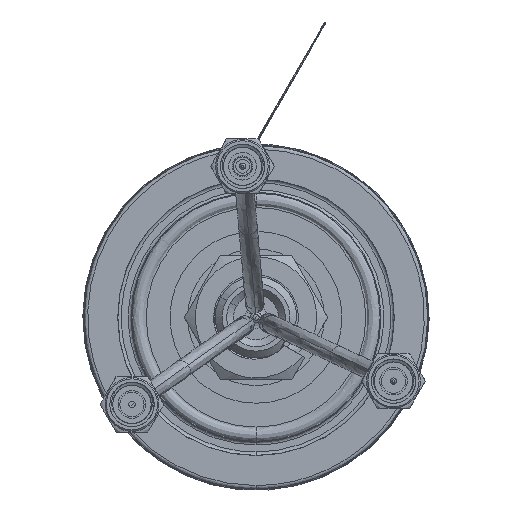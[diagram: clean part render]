
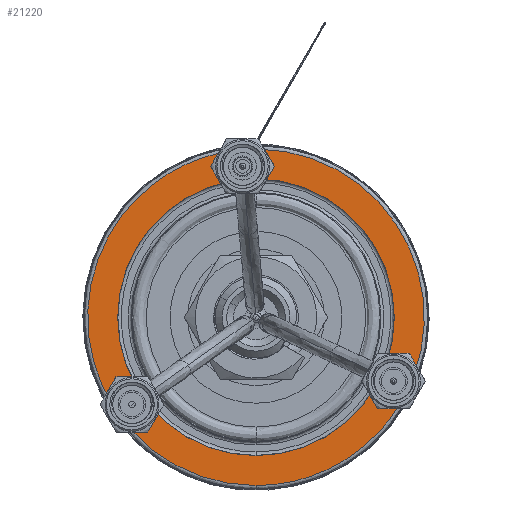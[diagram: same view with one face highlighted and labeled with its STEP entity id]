
A CAD part, front view. The second image highlights one B-rep face of the part: STEP entity #21220.
In plain terms, the highlighted planar face has unit normal (0, -1, 0).
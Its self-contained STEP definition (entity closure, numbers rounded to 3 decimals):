
#545 = CARTESIAN_POINT ( 'NONE',  ( 0., -3., -24.368 ) ) ;
#3273 = EDGE_CURVE ( 'NONE', #27597, #32898, #23868, .T. ) ;
#5365 = CARTESIAN_POINT ( 'NONE',  ( 0., -3., -20.03 ) ) ;
#6131 = ORIENTED_EDGE ( 'NONE', *, *, #3273, .T. ) ;
#7796 = DIRECTION ( 'NONE',  ( 0., -1., 0. ) ) ;
#7970 = AXIS2_PLACEMENT_3D ( 'NONE', #11337, #23782, #16366 ) ;
#8531 = VERTEX_POINT ( 'NONE', #26592 ) ;
#9406 = EDGE_CURVE ( 'NONE', #20019, #8531, #21121, .T. ) ;
#9903 = EDGE_LOOP ( 'NONE', ( #32960, #24344 ) ) ;
#10147 = CARTESIAN_POINT ( 'NONE',  ( 0., -3., 20.03 ) ) ;
#10250 = DIRECTION ( 'NONE',  ( 0., 0., -1. ) ) ;
#10374 = CARTESIAN_POINT ( 'NONE',  ( 0., -3., -24.368 ) ) ;
#10437 = CARTESIAN_POINT ( 'NONE',  ( 48.737, -3., -24.368 ) ) ;
#11337 = CARTESIAN_POINT ( 'NONE',  ( 0., -3., 0. ) ) ;
#11353 = DIRECTION ( 'NONE',  ( 0., 1., 0. ) ) ;
#11857 = EDGE_LOOP ( 'NONE', ( #28890, #6131 ) ) ;
#13135 =( BOUNDED_CURVE ( )  B_SPLINE_CURVE ( 3, ( #10374, #30723, #26025, #28408 ),
 .UNSPECIFIED., .F., .F. ) 
 B_SPLINE_CURVE_WITH_KNOTS ( ( 4, 4 ),
 ( 0., 1. ),
 .UNSPECIFIED. ) 
 CURVE ( )  GEOMETRIC_REPRESENTATION_ITEM ( )  RATIONAL_B_SPLINE_CURVE ( ( 1., 0.333, 0.333, 1. ) ) 
 REPRESENTATION_ITEM ( '' )  );
#16366 = DIRECTION ( 'NONE',  ( 0., 0., -1. ) ) ;
#19643 = AXIS2_PLACEMENT_3D ( 'NONE', #30499, #7796, #10250 ) ;
#20019 = VERTEX_POINT ( 'NONE', #32233 ) ;
#20161 = EDGE_CURVE ( 'NONE', #8531, #20019, #13135, .T. ) ;
#20288 = EDGE_CURVE ( 'NONE', #32898, #27597, #23875, .T. ) ;
#21121 =( BOUNDED_CURVE ( )  B_SPLINE_CURVE ( 3, ( #32541, #22540, #10437, #545 ),
 .UNSPECIFIED., .F., .F. ) 
 B_SPLINE_CURVE_WITH_KNOTS ( ( 4, 4 ),
 ( 0., 1. ),
 .UNSPECIFIED. ) 
 CURVE ( )  GEOMETRIC_REPRESENTATION_ITEM ( )  RATIONAL_B_SPLINE_CURVE ( ( 1., 0.333, 0.333, 1. ) ) 
 REPRESENTATION_ITEM ( '' )  );
#21220 = ADVANCED_FACE ( 'NONE', ( #31737, #29393 ), #27945, .T. ) ;
#22540 = CARTESIAN_POINT ( 'NONE',  ( 48.737, -3., 24.368 ) ) ;
#23782 = DIRECTION ( 'NONE',  ( 0., 1., 0. ) ) ;
#23868 = CIRCLE ( 'NONE', #7970, 20.03 ) ;
#23875 = CIRCLE ( 'NONE', #30903, 20.03 ) ;
#24344 = ORIENTED_EDGE ( 'NONE', *, *, #20161, .F. ) ;
#26025 = CARTESIAN_POINT ( 'NONE',  ( -48.737, -3., 24.368 ) ) ;
#26592 = CARTESIAN_POINT ( 'NONE',  ( 0., -3., -24.368 ) ) ;
#26613 = CARTESIAN_POINT ( 'NONE',  ( 0., -3., 0. ) ) ;
#27597 = VERTEX_POINT ( 'NONE', #10147 ) ;
#27945 = PLANE ( 'NONE',  #19643 ) ;
#28408 = CARTESIAN_POINT ( 'NONE',  ( 0., -3., 24.368 ) ) ;
#28890 = ORIENTED_EDGE ( 'NONE', *, *, #20288, .T. ) ;
#29182 = DIRECTION ( 'NONE',  ( 0., 0., -1. ) ) ;
#29393 = FACE_BOUND ( 'NONE', #11857, .T. ) ;
#30499 = CARTESIAN_POINT ( 'NONE',  ( 0., -3., 0. ) ) ;
#30723 = CARTESIAN_POINT ( 'NONE',  ( -48.737, -3., -24.368 ) ) ;
#30903 = AXIS2_PLACEMENT_3D ( 'NONE', #26613, #11353, #29182 ) ;
#31737 = FACE_OUTER_BOUND ( 'NONE', #9903, .T. ) ;
#32233 = CARTESIAN_POINT ( 'NONE',  ( 0., -3., 24.368 ) ) ;
#32541 = CARTESIAN_POINT ( 'NONE',  ( 0., -3., 24.368 ) ) ;
#32898 = VERTEX_POINT ( 'NONE', #5365 ) ;
#32960 = ORIENTED_EDGE ( 'NONE', *, *, #9406, .F. ) ;
